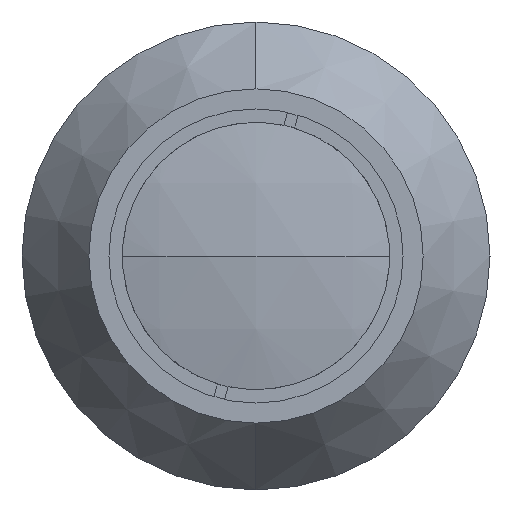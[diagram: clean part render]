
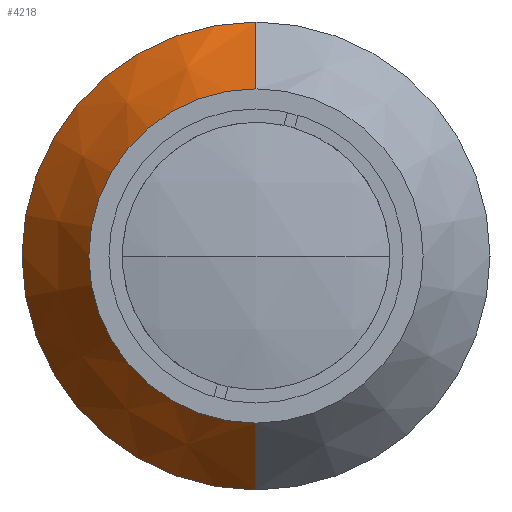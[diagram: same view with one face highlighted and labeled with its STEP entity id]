
A CAD part, left-side view. The second image highlights one B-rep face of the part: STEP entity #4218.
In plain terms, the highlighted conical face has half-angle 35 degrees and reference radius 21 mm.
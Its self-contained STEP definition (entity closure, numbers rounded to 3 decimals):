
#69 = VERTEX_POINT ( 'NONE', #2498 ) ;
#165 = DIRECTION ( 'NONE',  ( 0., 0., 1. ) ) ;
#381 = DIRECTION ( 'NONE',  ( 0., 0., -1. ) ) ;
#415 = DIRECTION ( 'NONE',  ( 0.819, 0., 0.574 ) ) ;
#490 = LINE ( 'NONE', #1911, #2166 ) ;
#593 = CIRCLE ( 'NONE', #3827, 21. ) ;
#747 = VERTEX_POINT ( 'NONE', #3066 ) ;
#854 = CONICAL_SURFACE ( 'NONE', #1458, 21., 0.611 ) ;
#998 = DIRECTION ( 'NONE',  ( 0., 0., 1. ) ) ;
#1041 = VECTOR ( 'NONE', #415, 1000. ) ;
#1067 = CARTESIAN_POINT ( 'NONE',  ( 15., 0., 15. ) ) ;
#1109 = FACE_OUTER_BOUND ( 'NONE', #3418, .T. ) ;
#1119 = LINE ( 'NONE', #3314, #1041 ) ;
#1351 = CIRCLE ( 'NONE', #2768, 15. ) ;
#1458 = AXIS2_PLACEMENT_3D ( 'NONE', #2835, #2528, #381 ) ;
#1886 = DIRECTION ( 'NONE',  ( 0.819, 0., -0.574 ) ) ;
#1911 = CARTESIAN_POINT ( 'NONE',  ( 23.569, 0., -21. ) ) ;
#1990 = EDGE_CURVE ( 'NONE', #69, #747, #593, .T. ) ;
#2102 = ORIENTED_EDGE ( 'NONE', *, *, #3684, .T. ) ;
#2166 = VECTOR ( 'NONE', #1886, 1000. ) ;
#2248 = DIRECTION ( 'NONE',  ( -1., 0., 0. ) ) ;
#2319 = EDGE_CURVE ( 'NONE', #3531, #2950, #1351, .T. ) ;
#2498 = CARTESIAN_POINT ( 'NONE',  ( 23.569, 0., 21. ) ) ;
#2528 = DIRECTION ( 'NONE',  ( 1., 0., 0. ) ) ;
#2768 = AXIS2_PLACEMENT_3D ( 'NONE', #3059, #2248, #165 ) ;
#2788 = ORIENTED_EDGE ( 'NONE', *, *, #3255, .F. ) ;
#2835 = CARTESIAN_POINT ( 'NONE',  ( 23.569, 0., 0. ) ) ;
#2950 = VERTEX_POINT ( 'NONE', #3523 ) ;
#2979 = ORIENTED_EDGE ( 'NONE', *, *, #1990, .T. ) ;
#3059 = CARTESIAN_POINT ( 'NONE',  ( 15., 0., 0. ) ) ;
#3066 = CARTESIAN_POINT ( 'NONE',  ( 23.569, 0., -21. ) ) ;
#3255 = EDGE_CURVE ( 'NONE', #2950, #747, #490, .T. ) ;
#3314 = CARTESIAN_POINT ( 'NONE',  ( 23.569, 0., 21. ) ) ;
#3418 = EDGE_LOOP ( 'NONE', ( #4030, #2102, #2979, #2788 ) ) ;
#3523 = CARTESIAN_POINT ( 'NONE',  ( 15., 0., -15. ) ) ;
#3531 = VERTEX_POINT ( 'NONE', #1067 ) ;
#3684 = EDGE_CURVE ( 'NONE', #3531, #69, #1119, .T. ) ;
#3827 = AXIS2_PLACEMENT_3D ( 'NONE', #4554, #4628, #998 ) ;
#4030 = ORIENTED_EDGE ( 'NONE', *, *, #2319, .F. ) ;
#4218 = ADVANCED_FACE ( 'NONE', ( #1109 ), #854, .T. ) ;
#4554 = CARTESIAN_POINT ( 'NONE',  ( 23.569, 0., 0. ) ) ;
#4628 = DIRECTION ( 'NONE',  ( -1., 0., 0. ) ) ;
